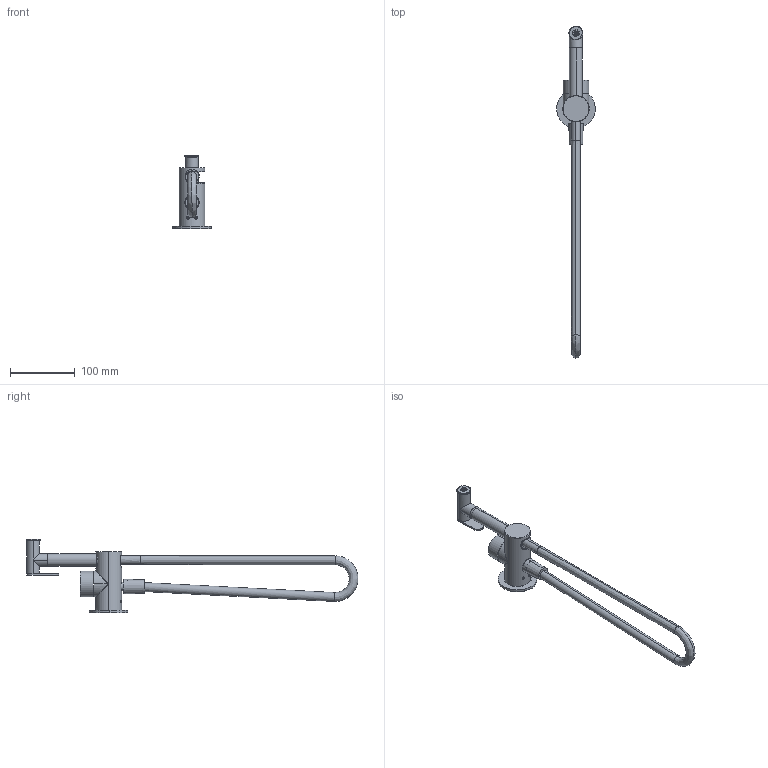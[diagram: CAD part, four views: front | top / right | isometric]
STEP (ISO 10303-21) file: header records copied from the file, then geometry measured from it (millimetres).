
FILE_DESCRIPTION (( 'STEP AP214' ), '1' );
FILE_NAME ('C35.0014.STEP', '2023-02-08T14:24:33', ( '' ), ( '' ), 'SwSTEP 2.0', 'SolidWorks 2022', '' );
FILE_SCHEMA (( 'AUTOMOTIVE_DESIGN' ));
Length unit declared in the file: millimetre
Products named in the file (14): 010206108200; 0363.003.00; C35.0014; FLEXIVEL WC LUIHELD; 011100700300; 010206710600; 0363.002.00; 011115501400; 010202400200; 010211331300; 010232700200; 0363.001.00; 0062.004.00; 0361.012.00
Assembly tree (14 placements, depth 3):
  C35.0014
    0363.001.00
    0363.003.00
    0363.002.00
    0062.004.00
    011100700300  x2
    0361.012.00
    FLEXIVEL WC LUIHELD
    011115501400
      010202400200
      010206108200
      010206710600
      010211331300
      010232700200
Bounding box: 59.87 x 514.39 x 114.67 mm (x, y, z)
Volume: 241631.8 mm3; surface area: 100529 mm2
Topology: 13 solids, 13 shells, 425 faces, 1026 edges, 644 vertices
Faces by surface type: cylinder 200, plane 139, cone 65, torus 11, bspline 10
Entity records: 15500 total; most frequent: CARTESIAN_POINT 5076, DIRECTION 2102, ORIENTED_EDGE 1984, EDGE_CURVE 992, AXIS2_PLACEMENT_3D 851, VERTEX_POINT 627, EDGE_LOOP 511, CIRCLE 430
